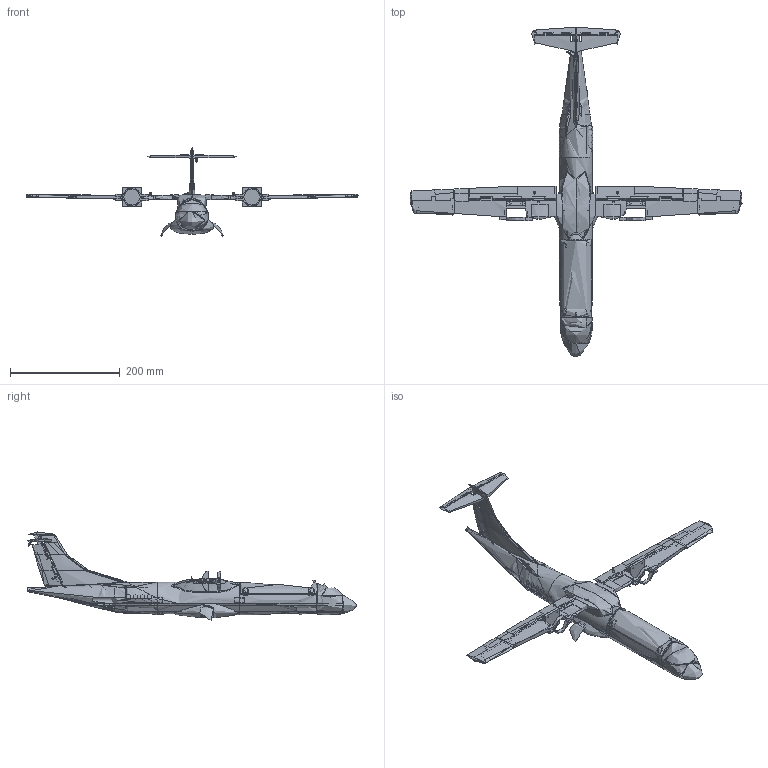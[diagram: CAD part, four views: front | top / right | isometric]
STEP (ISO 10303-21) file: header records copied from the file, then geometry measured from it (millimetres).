
FILE_DESCRIPTION(('FreeCAD Model'),'2;1');
FILE_NAME('Open CASCADE Shape Model','2025-04-26T16:42:05',('FreeCAD'),( 'FreeCAD'),'Open CASCADE STEP processor 7.6','FreeCAD','Unknown');
FILE_SCHEMA(('AUTOMOTIVE_DESIGN { 1 0 10303 214 1 1 1 1 }'));
Products named in the file (1): Open CASCADE STEP translator 7.6 1
Bounding box: 606.3 x 602.2 x 161.05 mm (x, y, z)
Volume: 465851.6 mm3; surface area: 466920.1 mm2
Topology: 18 solids, 19 shells, 1406 faces, 4632 edges, 3269 vertices
Faces by surface type: plane 664, bspline 547, cylinder 187, torus 8
Full cylindrical faces by diameter (mm): 1.8 x18, 2 x25, 2.4 x16, 2.9 x12, 6 x4, 7 x8, 8 x3
Entity records: 591715 total; most frequent: CARTESIAN_POINT 557683, ORIENTED_EDGE 9226, EDGE_CURVE 4613, DIRECTION 3717, VERTEX_POINT 3269, B_SPLINE_CURVE_WITH_KNOTS 2997, FACE_BOUND 1629, EDGE_LOOP 1629
